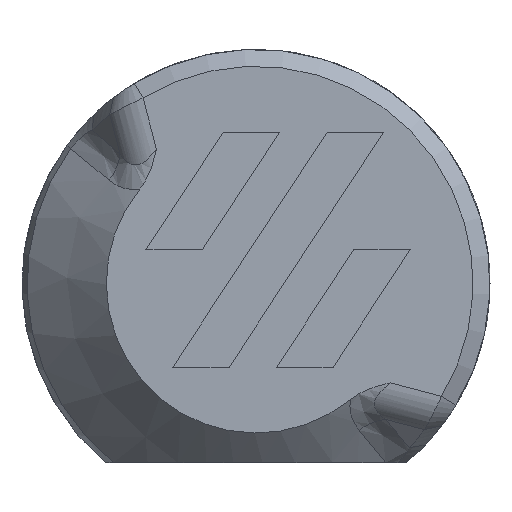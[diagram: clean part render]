
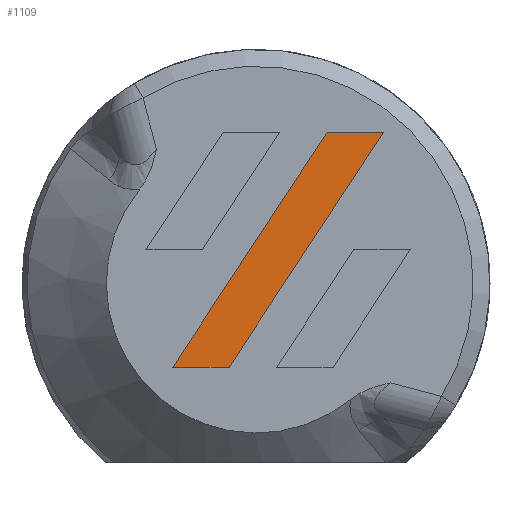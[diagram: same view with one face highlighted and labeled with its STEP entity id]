
A CAD part, front view. The second image highlights one B-rep face of the part: STEP entity #1109.
In plain terms, the highlighted planar face has unit normal (0, -1, 0).
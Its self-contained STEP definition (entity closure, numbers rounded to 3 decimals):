
#145=FACE_OUTER_BOUND('',#215,.T.);
#215=EDGE_LOOP('',(#739,#740,#741,#742));
#291=LINE('',#1570,#377);
#292=LINE('',#1572,#378);
#293=LINE('',#1574,#379);
#294=LINE('',#1575,#380);
#377=VECTOR('',#1292,10.);
#378=VECTOR('',#1293,10.);
#379=VECTOR('',#1294,10.);
#380=VECTOR('',#1295,10.);
#463=VERTEX_POINT('',#1568);
#464=VERTEX_POINT('',#1569);
#465=VERTEX_POINT('',#1571);
#466=VERTEX_POINT('',#1573);
#569=EDGE_CURVE('',#463,#464,#291,.T.);
#570=EDGE_CURVE('',#465,#463,#292,.T.);
#571=EDGE_CURVE('',#466,#465,#293,.T.);
#572=EDGE_CURVE('',#464,#466,#294,.T.);
#739=ORIENTED_EDGE('',*,*,#569,.F.);
#740=ORIENTED_EDGE('',*,*,#570,.F.);
#741=ORIENTED_EDGE('',*,*,#571,.F.);
#742=ORIENTED_EDGE('',*,*,#572,.F.);
#1079=PLANE('',#1193);
#1109=ADVANCED_FACE('',(#145),#1079,.F.);
#1193=AXIS2_PLACEMENT_3D('',#1567,#1290,#1291);
#1290=DIRECTION('center_axis',(0.,1.,0.));
#1291=DIRECTION('ref_axis',(0.,0.,1.));
#1292=DIRECTION('',(-1.,0.,0.));
#1293=DIRECTION('',(-0.549,0.,-0.836));
#1294=DIRECTION('',(1.,0.,0.));
#1295=DIRECTION('',(0.549,0.,0.836));
#1567=CARTESIAN_POINT('Origin',(-106.974,-112.6,290.497));
#1568=CARTESIAN_POINT('',(-108.135,-112.6,287.713));
#1569=CARTESIAN_POINT('',(-109.473,-112.6,287.713));
#1570=CARTESIAN_POINT('',(-109.473,-112.6,287.713));
#1571=CARTESIAN_POINT('',(-104.475,-112.6,293.281));
#1572=CARTESIAN_POINT('',(-104.475,-112.6,293.281));
#1573=CARTESIAN_POINT('',(-105.813,-112.6,293.281));
#1574=CARTESIAN_POINT('',(-105.813,-112.6,293.281));
#1575=CARTESIAN_POINT('',(-109.473,-112.6,287.713));
